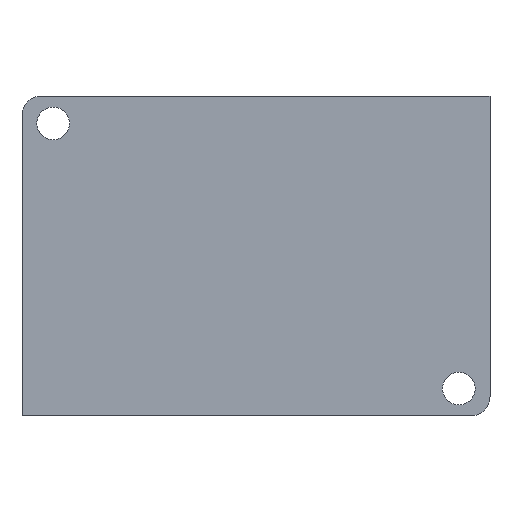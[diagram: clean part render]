
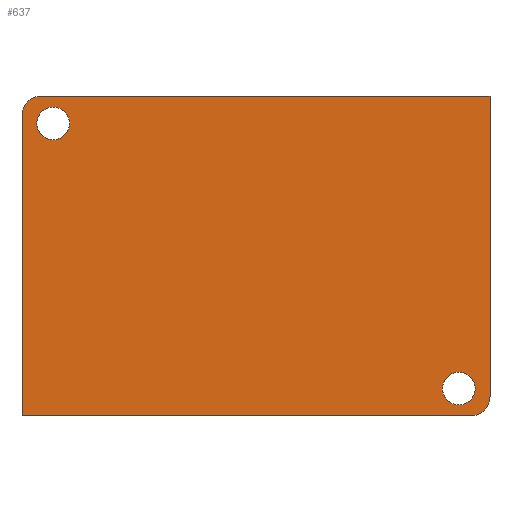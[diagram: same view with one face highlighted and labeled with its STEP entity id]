
A CAD part, front view. The second image highlights one B-rep face of the part: STEP entity #637.
In plain terms, the highlighted planar face has unit normal (0, -1, 0).
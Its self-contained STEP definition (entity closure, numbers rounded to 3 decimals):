
#57=DIRECTION('',(1.,0.,0.));
#58=VECTOR('',#57,57.5);
#59=CARTESIAN_POINT('',(-30.,-2.25,-20.5));
#60=LINE('',#59,#58);
#81=DIRECTION('',(1.,0.,0.));
#82=VECTOR('',#81,57.5);
#83=CARTESIAN_POINT('',(-27.5,-2.25,20.5));
#84=LINE('',#83,#82);
#101=CARTESIAN_POINT('',(-26.,-2.25,17.));
#102=DIRECTION('',(0.,-1.,0.));
#103=DIRECTION('',(1.,0.,0.));
#104=AXIS2_PLACEMENT_3D('',#101,#102,#103);
#106=CARTESIAN_POINT('',(-26.,-2.25,17.));
#107=DIRECTION('',(0.,-1.,0.));
#108=DIRECTION('',(-1.,0.,0.));
#109=AXIS2_PLACEMENT_3D('',#106,#107,#108);
#111=CARTESIAN_POINT('',(26.,-2.25,-17.));
#112=DIRECTION('',(0.,-1.,0.));
#113=DIRECTION('',(1.,0.,0.));
#114=AXIS2_PLACEMENT_3D('',#111,#112,#113);
#116=CARTESIAN_POINT('',(26.,-2.25,-17.));
#117=DIRECTION('',(0.,-1.,0.));
#118=DIRECTION('',(-1.,0.,0.));
#119=AXIS2_PLACEMENT_3D('',#116,#117,#118);
#121=CARTESIAN_POINT('',(-27.5,-2.25,18.));
#122=DIRECTION('',(0.,-1.,0.));
#123=DIRECTION('',(0.,0.,1.));
#124=AXIS2_PLACEMENT_3D('',#121,#122,#123);
#126=CARTESIAN_POINT('',(27.5,-2.25,-18.));
#127=DIRECTION('',(0.,-1.,0.));
#128=DIRECTION('',(0.,0.,-1.));
#129=AXIS2_PLACEMENT_3D('',#126,#127,#128);
#131=DIRECTION('',(0.,0.,1.));
#132=VECTOR('',#131,38.5);
#133=CARTESIAN_POINT('',(-30.,-2.25,-20.5));
#134=LINE('',#133,#132);
#139=DIRECTION('',(0.,0.,1.));
#140=VECTOR('',#139,38.5);
#141=CARTESIAN_POINT('',(30.,-2.25,-18.));
#142=LINE('',#141,#140);
#402=CARTESIAN_POINT('',(-30.,-2.25,-20.5));
#404=VERTEX_POINT('',#402);
#405=CARTESIAN_POINT('',(30.,-2.25,20.5));
#407=VERTEX_POINT('',#405);
#497=CARTESIAN_POINT('',(-23.9,-2.25,17.));
#498=CARTESIAN_POINT('',(-28.1,-2.25,17.));
#499=VERTEX_POINT('',#497);
#500=VERTEX_POINT('',#498);
#501=CARTESIAN_POINT('',(28.1,-2.25,-17.));
#502=CARTESIAN_POINT('',(23.9,-2.25,-17.));
#503=VERTEX_POINT('',#501);
#504=VERTEX_POINT('',#502);
#513=CARTESIAN_POINT('',(-27.5,-2.25,20.5));
#514=CARTESIAN_POINT('',(-30.,-2.25,18.));
#515=VERTEX_POINT('',#513);
#516=VERTEX_POINT('',#514);
#521=CARTESIAN_POINT('',(27.5,-2.25,-20.5));
#522=CARTESIAN_POINT('',(30.,-2.25,-18.));
#523=VERTEX_POINT('',#521);
#524=VERTEX_POINT('',#522);
#609=CARTESIAN_POINT('',(-30.,-2.25,-20.5));
#610=DIRECTION('',(0.,-1.,0.));
#611=DIRECTION('',(1.,0.,0.));
#612=AXIS2_PLACEMENT_3D('',#609,#610,#611);
#613=PLANE('',#612);
#615=ORIENTED_EDGE('',*,*,#614,.F.);
#616=ORIENTED_EDGE('',*,*,#571,.T.);
#618=ORIENTED_EDGE('',*,*,#617,.F.);
#620=ORIENTED_EDGE('',*,*,#619,.F.);
#621=ORIENTED_EDGE('',*,*,#544,.F.);
#622=ORIENTED_EDGE('',*,*,#590,.T.);
#623=EDGE_LOOP('',(#615,#616,#618,#620,#621,#622));
#624=FACE_OUTER_BOUND('',#623,.F.);
#626=ORIENTED_EDGE('',*,*,#625,.T.);
#628=ORIENTED_EDGE('',*,*,#627,.T.);
#629=EDGE_LOOP('',(#626,#628));
#630=FACE_BOUND('',#629,.F.);
#632=ORIENTED_EDGE('',*,*,#631,.T.);
#634=ORIENTED_EDGE('',*,*,#633,.T.);
#635=EDGE_LOOP('',(#632,#634));
#636=FACE_BOUND('',#635,.F.);
#637=ADVANCED_FACE('',(#624,#630,#636),#613,.T.);
#105=CIRCLE('',#104,2.1);
#110=CIRCLE('',#109,2.1);
#115=CIRCLE('',#114,2.1);
#120=CIRCLE('',#119,2.1);
#125=CIRCLE('',#124,2.5);
#130=CIRCLE('',#129,2.5);
#544=EDGE_CURVE('',#404,#523,#60,.T.);
#571=EDGE_CURVE('',#515,#407,#84,.T.);
#590=EDGE_CURVE('',#404,#516,#134,.T.);
#614=EDGE_CURVE('',#515,#516,#125,.T.);
#617=EDGE_CURVE('',#524,#407,#142,.T.);
#619=EDGE_CURVE('',#523,#524,#130,.T.);
#625=EDGE_CURVE('',#503,#504,#115,.T.);
#627=EDGE_CURVE('',#504,#503,#120,.T.);
#631=EDGE_CURVE('',#499,#500,#105,.T.);
#633=EDGE_CURVE('',#500,#499,#110,.T.);
